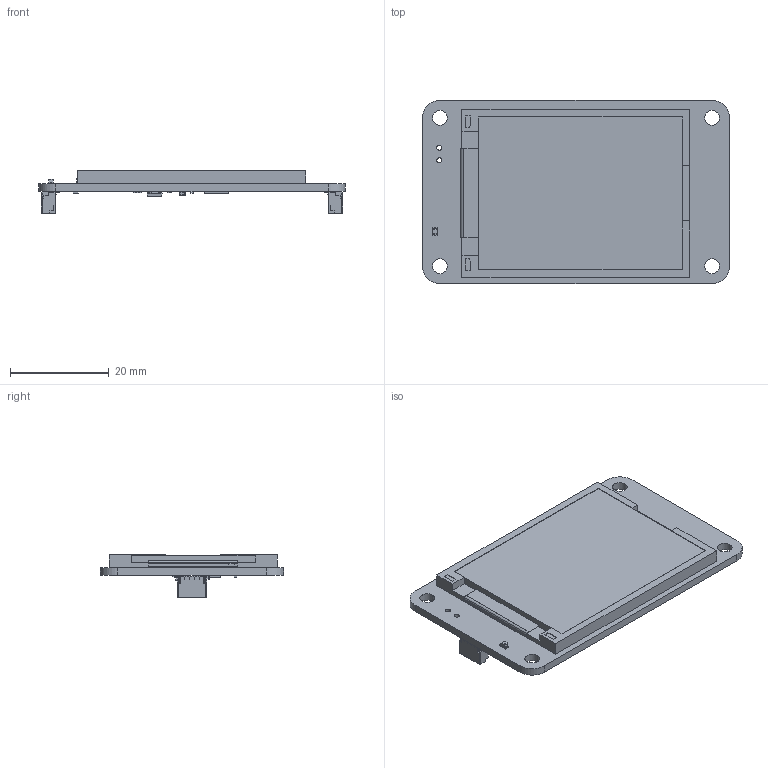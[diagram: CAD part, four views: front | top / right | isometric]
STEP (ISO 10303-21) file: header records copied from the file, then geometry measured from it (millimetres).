
FILE_DESCRIPTION(('Open CASCADE Model'),'2;1');
FILE_NAME('Open CASCADE Shape Model','2025-04-07T08:18:48',('Author'),( 'Open CASCADE'),'Open CASCADE STEP processor 7.5','Open CASCADE 7.5' ,'Unknown');
FILE_SCHEMA(('AUTOMOTIVE_DESIGN { 1 0 10303 214 1 1 1 1 }'));
Length unit declared in the file: millimetre
Products named in the file (36): PCB; Board; Open CASCADE STEP translator 7.5 1.1.1; STAT1; 0603 LED Green; Solid1; Solid4; R4; User Library-R SMD 0402; User Library-R SMD 0402_0402 BODY; User Library-R SMD 0402_0402 PAD; User Library-R SMD 0402_0402 OPIS; U; DUELink-U-Connector-BM04B-SRSS-TB; D; DUELink-Connector-BM04B-SRSS-TB; X1; 1.8inTFT; T1; SOT-23; R11; 0603 SMD Resistor; R8; R7; C2; 0805 SMD Capacitor; C1; C0402; Free-Models; STM32-QFN32
Assembly tree (38 placements, depth 4):
  PCB
    Board
      Open CASCADE STEP translator 7.5 1.1.1
    STAT1
      0603 LED Green
        Solid1
        Solid4
        Solid1
        Solid1
        Solid4
        Solid1
        Solid1
        Solid1
    R4
      User Library-R SMD 0402
        User Library-R SMD 0402_0402 BODY
        User Library-R SMD 0402_0402 PAD  x2
        User Library-R SMD 0402_0402 OPIS
    U
      DUELink-U-Connector-BM04B-SRSS-TB
    D
      DUELink-Connector-BM04B-SRSS-TB
    X1
      1.8inTFT
    T1
      SOT-23
    R11
      0603 SMD Resistor
    R8
      0603 SMD Resistor
    R7
      0603 SMD Resistor
    C2
      0805 SMD Capacitor
    C1
      C0402
    Free-Models
      STM32-QFN32
Bounding box: 62 x 37 x 8.62 mm (x, y, z)
Volume: 7482.8 mm3; surface area: 9234.2 mm2
Topology: 84 solids, 84 shells, 1646 faces, 5477 edges, 5440 vertices
Faces by surface type: plane 1123, cylinder 282, bspline 201, sphere 32, revolution 8
Full cylindrical faces by diameter (mm): 0.5 x2, 1.016 x2, 3 x4
Entity records: 65775 total; most frequent: CARTESIAN_POINT 18293, DIRECTION 8067, ORIENTED_EDGE 7138, LINE 4207, VECTOR 4207, EDGE_CURVE 3569, VERTEX_POINT 2312, AXIS2_PLACEMENT_3D 1926
